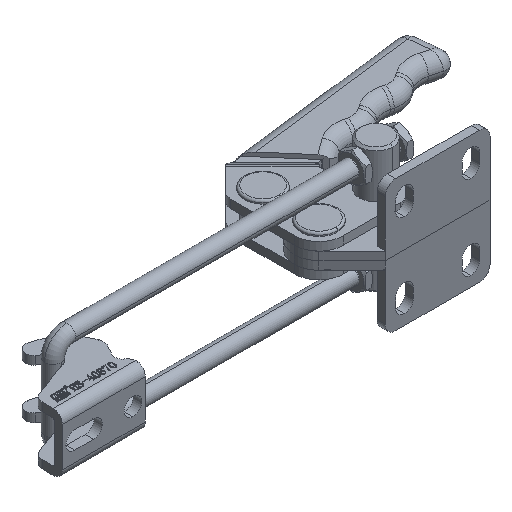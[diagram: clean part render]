
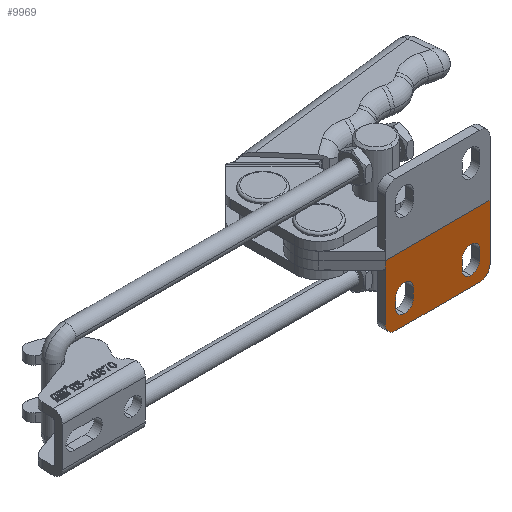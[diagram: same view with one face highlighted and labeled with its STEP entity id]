
A CAD part, isometric view. The second image highlights one B-rep face of the part: STEP entity #9969.
In plain terms, the highlighted planar face has unit normal (0, -1, 0).
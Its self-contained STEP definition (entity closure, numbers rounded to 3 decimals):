
#193 = DIRECTION ( 'NONE',  ( 0., 1., 0. ) ) ;
#199 = CARTESIAN_POINT ( 'NONE',  ( 0., 0., 4. ) ) ;
#201 = PLANE ( 'NONE',  #1874 ) ;
#203 = DIRECTION ( 'NONE',  ( 0., 0., 1. ) ) ;
#612 = EDGE_LOOP ( 'NONE', ( #11014, #11013, #11012, #11011, #11010 ) ) ;
#1874 = AXIS2_PLACEMENT_3D ( 'NONE', #199, #193, #203 ) ;
#2156 = AXIS2_PLACEMENT_3D ( 'NONE', #6054, #6055, #6056 ) ;
#2158 = AXIS2_PLACEMENT_3D ( 'NONE', #6064, #6065, #6066 ) ;
#2170 = AXIS2_PLACEMENT_3D ( 'NONE', #15697, #15698, #15699 ) ;
#2173 = AXIS2_PLACEMENT_3D ( 'NONE', #15726, #15727, #15728 ) ;
#2174 = AXIS2_PLACEMENT_3D ( 'NONE', #15734, #15735, #15736 ) ;
#3689 = VERTEX_POINT ( 'NONE', #13292 ) ;
#3699 = VERTEX_POINT ( 'NONE', #13295 ) ;
#3724 = VERTEX_POINT ( 'NONE', #13298 ) ;
#3737 = VERTEX_POINT ( 'NONE', #13297 ) ;
#3759 = VERTEX_POINT ( 'NONE', #13306 ) ;
#3779 = VERTEX_POINT ( 'NONE', #13312 ) ;
#3797 = VERTEX_POINT ( 'NONE', #13313 ) ;
#3799 = VERTEX_POINT ( 'NONE', #13317 ) ;
#3801 = VERTEX_POINT ( 'NONE', #13316 ) ;
#3807 = VERTEX_POINT ( 'NONE', #13323 ) ;
#3809 = VERTEX_POINT ( 'NONE', #13320 ) ;
#3811 = VERTEX_POINT ( 'NONE', #13321 ) ;
#3817 = VERTEX_POINT ( 'NONE', #13325 ) ;
#5372 = CARTESIAN_POINT ( 'NONE',  ( 41.25, 0., -26.75 ) ) ;
#5406 = CARTESIAN_POINT ( 'NONE',  ( 45.5, 0., -22.5 ) ) ;
#5409 = CARTESIAN_POINT ( 'NONE',  ( 9.25, 0., -26.75 ) ) ;
#5410 = CARTESIAN_POINT ( 'NONE',  ( 13.5, 0., -22.5 ) ) ;
#6054 = CARTESIAN_POINT ( 'NONE',  ( 41.25, 0., -22.5 ) ) ;
#6055 = DIRECTION ( 'NONE',  ( 0., -1., 0. ) ) ;
#6056 = DIRECTION ( 'NONE',  ( 0., 0., -1. ) ) ;
#6064 = CARTESIAN_POINT ( 'NONE',  ( 9.25, 0., -22.5 ) ) ;
#6065 = DIRECTION ( 'NONE',  ( 0., -1., 0. ) ) ;
#6066 = DIRECTION ( 'NONE',  ( 0., 0., -1. ) ) ;
#7843 = EDGE_LOOP ( 'NONE', ( #11019, #11018, #11017, #11016, #11015 ) ) ;
#7845 = EDGE_LOOP ( 'NONE', ( #11009, #11008, #11007, #11006, #11005, #11004, #11003 ) ) ;
#9969 = ADVANCED_FACE ( 'NONE', ( #23753, #23756, #23752 ), #201, .F. ) ;
#11003 = ORIENTED_EDGE ( 'NONE', *, *, #26047, .F. ) ;
#11004 = ORIENTED_EDGE ( 'NONE', *, *, #26043, .T. ) ;
#11005 = ORIENTED_EDGE ( 'NONE', *, *, #25967, .T. ) ;
#11006 = ORIENTED_EDGE ( 'NONE', *, *, #25974, .T. ) ;
#11007 = ORIENTED_EDGE ( 'NONE', *, *, #25985, .T. ) ;
#11008 = ORIENTED_EDGE ( 'NONE', *, *, #25987, .T. ) ;
#11009 = ORIENTED_EDGE ( 'NONE', *, *, #25936, .F. ) ;
#11010 = ORIENTED_EDGE ( 'NONE', *, *, #25992, .F. ) ;
#11011 = ORIENTED_EDGE ( 'NONE', *, *, #26002, .F. ) ;
#11012 = ORIENTED_EDGE ( 'NONE', *, *, #25909, .F. ) ;
#11013 = ORIENTED_EDGE ( 'NONE', *, *, #26003, .F. ) ;
#11014 = ORIENTED_EDGE ( 'NONE', *, *, #26010, .F. ) ;
#11015 = ORIENTED_EDGE ( 'NONE', *, *, #26014, .F. ) ;
#11016 = ORIENTED_EDGE ( 'NONE', *, *, #26025, .F. ) ;
#11017 = ORIENTED_EDGE ( 'NONE', *, *, #25900, .F. ) ;
#11018 = ORIENTED_EDGE ( 'NONE', *, *, #26027, .F. ) ;
#11019 = ORIENTED_EDGE ( 'NONE', *, *, #26032, .F. ) ;
#11183 = AXIS2_PLACEMENT_3D ( 'NONE', #15752, #15753, #15754 ) ;
#11184 = AXIS2_PLACEMENT_3D ( 'NONE', #15760, #15761, #15762 ) ;
#11187 = AXIS2_PLACEMENT_3D ( 'NONE', #15773, #15774, #15775 ) ;
#13292 = CARTESIAN_POINT ( 'NONE',  ( 37., 0., -18. ) ) ;
#13295 = CARTESIAN_POINT ( 'NONE',  ( 0., 0., 0. ) ) ;
#13297 = CARTESIAN_POINT ( 'NONE',  ( 5., 0., -31.75 ) ) ;
#13298 = CARTESIAN_POINT ( 'NONE',  ( 37., 0., -22.5 ) ) ;
#13306 = CARTESIAN_POINT ( 'NONE',  ( 5., 0., -18. ) ) ;
#13312 = CARTESIAN_POINT ( 'NONE',  ( 45.5, 0., -18. ) ) ;
#13313 = CARTESIAN_POINT ( 'NONE',  ( 0., 0., -26.75 ) ) ;
#13316 = CARTESIAN_POINT ( 'NONE',  ( 5., 0., -22.5 ) ) ;
#13317 = CARTESIAN_POINT ( 'NONE',  ( 50.5, 0., 0. ) ) ;
#13320 = CARTESIAN_POINT ( 'NONE',  ( 13.5, 0., -18. ) ) ;
#13321 = CARTESIAN_POINT ( 'NONE',  ( 50.5, 0., -26.75 ) ) ;
#13323 = CARTESIAN_POINT ( 'NONE',  ( 45.5, 0., -31.75 ) ) ;
#13325 = CARTESIAN_POINT ( 'NONE',  ( 0., 0., -4. ) ) ;
#15652 = CARTESIAN_POINT ( 'NONE',  ( 0., 0., 0. ) ) ;
#15653 = DIRECTION ( 'NONE',  ( 1., 0., 0. ) ) ;
#15678 = CARTESIAN_POINT ( 'NONE',  ( 5., 0., -31.75 ) ) ;
#15679 = DIRECTION ( 'NONE',  ( 1., 0., 0. ) ) ;
#15697 = CARTESIAN_POINT ( 'NONE',  ( 5., 0., -26.75 ) ) ;
#15698 = DIRECTION ( 'NONE',  ( 0., -1., 0. ) ) ;
#15699 = DIRECTION ( 'NONE',  ( 0., 0., -1. ) ) ;
#15708 = CARTESIAN_POINT ( 'NONE',  ( 0., 0., 26.75 ) ) ;
#15709 = DIRECTION ( 'NONE',  ( 0., 0., -1. ) ) ;
#15710 = CARTESIAN_POINT ( 'NONE',  ( 0., 0., 4. ) ) ;
#15711 = DIRECTION ( 'NONE',  ( 0., 0., -1. ) ) ;
#15714 = CARTESIAN_POINT ( 'NONE',  ( 5., 0., -18. ) ) ;
#15715 = DIRECTION ( 'NONE',  ( 0., 0., -1. ) ) ;
#15720 = CARTESIAN_POINT ( 'NONE',  ( 13.5, 0., -18. ) ) ;
#15721 = DIRECTION ( 'NONE',  ( 0., 0., 1. ) ) ;
#15726 = CARTESIAN_POINT ( 'NONE',  ( 9.25, 0., -22.5 ) ) ;
#15727 = DIRECTION ( 'NONE',  ( 0., -1., 0. ) ) ;
#15728 = DIRECTION ( 'NONE',  ( 0., 0., -1. ) ) ;
#15732 = CARTESIAN_POINT ( 'NONE',  ( 37., 0., -18. ) ) ;
#15733 = DIRECTION ( 'NONE',  ( 0., 0., -1. ) ) ;
#15734 = CARTESIAN_POINT ( 'NONE',  ( 9.25, 0., -18. ) ) ;
#15735 = DIRECTION ( 'NONE',  ( 0., -1., 0. ) ) ;
#15736 = DIRECTION ( 'NONE',  ( 0., 0., -1. ) ) ;
#15746 = CARTESIAN_POINT ( 'NONE',  ( 45.5, 0., -18. ) ) ;
#15747 = DIRECTION ( 'NONE',  ( 0., 0., 1. ) ) ;
#15752 = CARTESIAN_POINT ( 'NONE',  ( 41.25, 0., -22.5 ) ) ;
#15753 = DIRECTION ( 'NONE',  ( 0., -1., 0. ) ) ;
#15754 = DIRECTION ( 'NONE',  ( 0., 0., -1. ) ) ;
#15760 = CARTESIAN_POINT ( 'NONE',  ( 41.25, 0., -18. ) ) ;
#15761 = DIRECTION ( 'NONE',  ( 0., -1., 0. ) ) ;
#15762 = DIRECTION ( 'NONE',  ( 0., 0., -1. ) ) ;
#15773 = CARTESIAN_POINT ( 'NONE',  ( 45.5, 0., -26.75 ) ) ;
#15774 = DIRECTION ( 'NONE',  ( 0., -1., 0. ) ) ;
#15775 = DIRECTION ( 'NONE',  ( 0., 0., -1. ) ) ;
#15776 = CARTESIAN_POINT ( 'NONE',  ( 50.5, 0., 4. ) ) ;
#15777 = DIRECTION ( 'NONE',  ( 0., 0., -1. ) ) ;
#16994 = VERTEX_POINT ( 'NONE', #5372 ) ;
#17028 = VERTEX_POINT ( 'NONE', #5406 ) ;
#17031 = VERTEX_POINT ( 'NONE', #5409 ) ;
#17032 = VERTEX_POINT ( 'NONE', #5410 ) ;
#22471 = CIRCLE ( 'NONE', #2156, 4.25 ) ;
#22477 = CIRCLE ( 'NONE', #2158, 4.25 ) ;
#22497 = LINE ( 'NONE', #15652, #22500 ) ;
#22500 = VECTOR ( 'NONE', #15653, 1000. ) ;
#22523 = LINE ( 'NONE', #15678, #22525 ) ;
#22525 = VECTOR ( 'NONE', #15679, 1000. ) ;
#22530 = CIRCLE ( 'NONE', #2170, 5. ) ;
#22538 = LINE ( 'NONE', #15708, #22541 ) ;
#22540 = LINE ( 'NONE', #15710, #22543 ) ;
#22541 = VECTOR ( 'NONE', #15709, 1000. ) ;
#22543 = VECTOR ( 'NONE', #15711, 1000. ) ;
#22544 = LINE ( 'NONE', #15714, #22547 ) ;
#22547 = VECTOR ( 'NONE', #15715, 1000. ) ;
#22554 = CIRCLE ( 'NONE', #2173, 4.25 ) ;
#22555 = LINE ( 'NONE', #15720, #22557 ) ;
#22557 = VECTOR ( 'NONE', #15721, 1000. ) ;
#22560 = CIRCLE ( 'NONE', #2174, 4.25 ) ;
#22563 = LINE ( 'NONE', #15732, #22565 ) ;
#22565 = VECTOR ( 'NONE', #15733, 1000. ) ;
#22572 = CIRCLE ( 'NONE', #11183, 4.25 ) ;
#22573 = LINE ( 'NONE', #15746, #22575 ) ;
#22575 = VECTOR ( 'NONE', #15747, 1000. ) ;
#22578 = CIRCLE ( 'NONE', #11184, 4.25 ) ;
#22582 = CIRCLE ( 'NONE', #11187, 5. ) ;
#22588 = LINE ( 'NONE', #15776, #22591 ) ;
#22591 = VECTOR ( 'NONE', #15777, 1000. ) ;
#23752 = FACE_OUTER_BOUND ( 'NONE', #7845, .T. ) ;
#23753 = FACE_BOUND ( 'NONE', #7843, .T. ) ;
#23756 = FACE_BOUND ( 'NONE', #612, .T. ) ;
#25900 = EDGE_CURVE ( 'NONE', #16994, #17028, #22471, .T. ) ;
#25909 = EDGE_CURVE ( 'NONE', #17031, #17032, #22477, .T. ) ;
#25936 = EDGE_CURVE ( 'NONE', #3699, #3799, #22497, .T. ) ;
#25967 = EDGE_CURVE ( 'NONE', #3737, #3807, #22523, .T. ) ;
#25974 = EDGE_CURVE ( 'NONE', #3797, #3737, #22530, .T. ) ;
#25985 = EDGE_CURVE ( 'NONE', #3817, #3797, #22538, .T. ) ;
#25987 = EDGE_CURVE ( 'NONE', #3699, #3817, #22540, .T. ) ;
#25992 = EDGE_CURVE ( 'NONE', #3759, #3801, #22544, .T. ) ;
#26002 = EDGE_CURVE ( 'NONE', #3801, #17031, #22554, .T. ) ;
#26003 = EDGE_CURVE ( 'NONE', #17032, #3809, #22555, .T. ) ;
#26010 = EDGE_CURVE ( 'NONE', #3809, #3759, #22560, .T. ) ;
#26014 = EDGE_CURVE ( 'NONE', #3689, #3724, #22563, .T. ) ;
#26025 = EDGE_CURVE ( 'NONE', #3724, #16994, #22572, .T. ) ;
#26027 = EDGE_CURVE ( 'NONE', #17028, #3779, #22573, .T. ) ;
#26032 = EDGE_CURVE ( 'NONE', #3779, #3689, #22578, .T. ) ;
#26043 = EDGE_CURVE ( 'NONE', #3807, #3811, #22582, .T. ) ;
#26047 = EDGE_CURVE ( 'NONE', #3799, #3811, #22588, .T. ) ;
